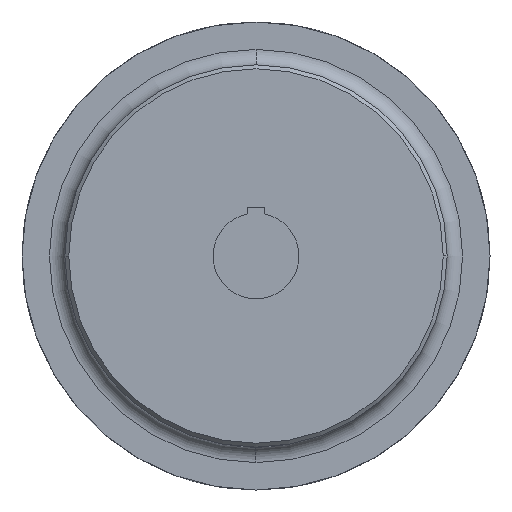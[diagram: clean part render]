
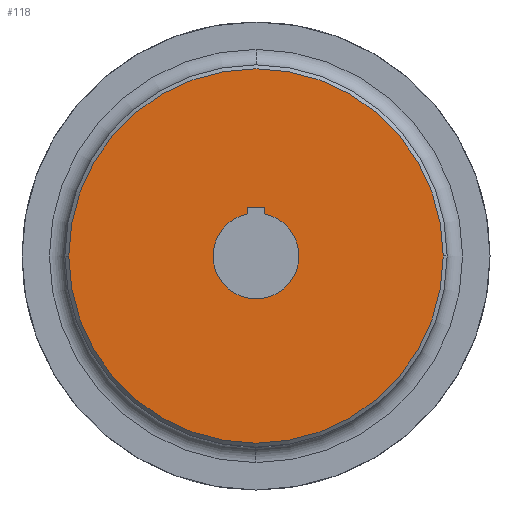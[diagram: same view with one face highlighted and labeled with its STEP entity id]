
A CAD part, left-side view. The second image highlights one B-rep face of the part: STEP entity #118.
In plain terms, the highlighted planar face has unit normal (-1, 0, 0).
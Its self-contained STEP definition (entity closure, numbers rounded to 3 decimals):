
#118=ADVANCED_FACE('',(#227,#228),#229,.T.);
#227=FACE_BOUND('',#382,.T.);
#228=FACE_OUTER_BOUND('',#383,.T.);
#229=PLANE('',#384);
#382=EDGE_LOOP('',(#757,#758,#759,#760,#761));
#383=EDGE_LOOP('',(#762,#763));
#384=AXIS2_PLACEMENT_3D('',#764,#765,#766);
#757=ORIENTED_EDGE('',*,*,#1200,.T.);
#758=ORIENTED_EDGE('',*,*,#1203,.T.);
#759=ORIENTED_EDGE('',*,*,#1184,.T.);
#760=ORIENTED_EDGE('',*,*,#1194,.T.);
#761=ORIENTED_EDGE('',*,*,#1197,.T.);
#762=ORIENTED_EDGE('',*,*,#1175,.F.);
#763=ORIENTED_EDGE('',*,*,#1207,.F.);
#764=CARTESIAN_POINT('',(-80.0,24.0,0.0));
#765=DIRECTION('',(-1.0,0.0,0.0));
#766=DIRECTION('',(0.0,-1.0,0.0));
#1175=EDGE_CURVE('',#1439,#1442,#1443,.T.);
#1184=EDGE_CURVE('',#1458,#1456,#1459,.T.);
#1194=EDGE_CURVE('',#1456,#1474,#1475,.T.);
#1197=EDGE_CURVE('',#1474,#1479,#1480,.T.);
#1200=EDGE_CURVE('',#1479,#1484,#1485,.T.);
#1203=EDGE_CURVE('',#1484,#1458,#1489,.T.);
#1207=EDGE_CURVE('',#1442,#1439,#1493,.T.);
#1439=VERTEX_POINT('',#2095);
#1442=VERTEX_POINT('',#2099);
#1443=CIRCLE('',#2100,48.0);
#1456=VERTEX_POINT('',#2117);
#1458=VERTEX_POINT('',#2120);
#1459=CIRCLE('',#2121,11.0);
#1474=VERTEX_POINT('',#2273);
#1475=LINE('',#2274,#2275);
#1479=VERTEX_POINT('',#2281);
#1480=LINE('',#2282,#2283);
#1484=VERTEX_POINT('',#2289);
#1485=LINE('',#2290,#2291);
#1489=CIRCLE('',#2297,11.0);
#1493=CIRCLE('',#2301,48.0);
#2095=CARTESIAN_POINT('',(-80.0,48.0,0.0));
#2099=CARTESIAN_POINT('',(-80.0,-48.0,0.));
#2100=AXIS2_PLACEMENT_3D('',#2919,#2920,#2921);
#2117=CARTESIAN_POINT('',(-80.0,2.2,10.778));
#2120=CARTESIAN_POINT('',(-80.0,0.,-11.0));
#2121=AXIS2_PLACEMENT_3D('',#2936,#2937,#2938);
#2273=CARTESIAN_POINT('',(-80.0,2.2,12.54));
#2274=CARTESIAN_POINT('',(-80.0,2.2,3.135));
#2275=VECTOR('',#2942,1.0);
#2281=CARTESIAN_POINT('',(-80.0,-2.2,12.54));
#2282=CARTESIAN_POINT('',(-80.0,12.0,12.54));
#2283=VECTOR('',#2945,1.0);
#2289=CARTESIAN_POINT('',(-80.0,-2.2,10.778));
#2290=CARTESIAN_POINT('',(-80.0,-2.2,3.135));
#2291=VECTOR('',#2948,1.0);
#2297=AXIS2_PLACEMENT_3D('',#2951,#2952,#2953);
#2301=AXIS2_PLACEMENT_3D('',#2963,#2964,#2965);
#2919=CARTESIAN_POINT('',(-80.0,0.0,0.0));
#2920=DIRECTION('',(1.0,0.0,0.0));
#2921=DIRECTION('',(0.0,1.0,0.0));
#2936=CARTESIAN_POINT('',(-80.0,0.0,0.0));
#2937=DIRECTION('',(1.0,0.0,0.0));
#2938=DIRECTION('',(0.0,0.0,-1.0));
#2942=DIRECTION('',(0.0,-0.0,1.0));
#2945=DIRECTION('',(0.0,-1.0,0.0));
#2948=DIRECTION('',(0.0,0.0,-1.0));
#2951=CARTESIAN_POINT('',(-80.0,0.0,0.0));
#2952=DIRECTION('',(1.0,0.0,0.0));
#2953=DIRECTION('',(0.0,0.0,-1.0));
#2963=CARTESIAN_POINT('',(-80.0,0.0,0.0));
#2964=DIRECTION('',(1.0,0.0,0.0));
#2965=DIRECTION('',(0.0,1.0,0.0));
